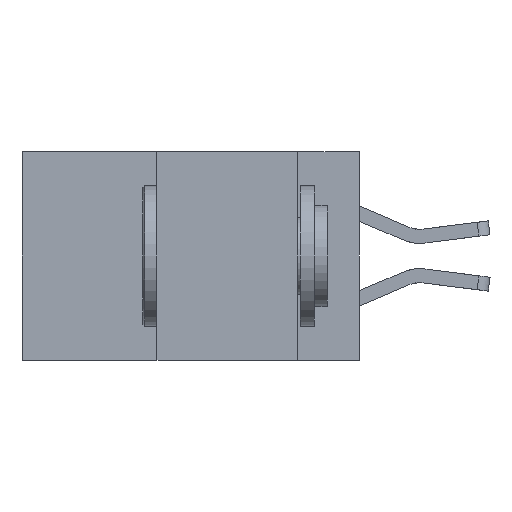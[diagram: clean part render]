
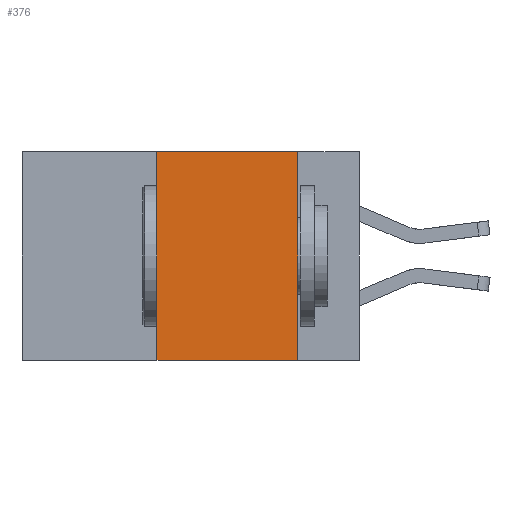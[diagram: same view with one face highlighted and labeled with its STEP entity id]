
A CAD part, left-side view. The second image highlights one B-rep face of the part: STEP entity #376.
In plain terms, the highlighted planar face has unit normal (-1, 0, 0).
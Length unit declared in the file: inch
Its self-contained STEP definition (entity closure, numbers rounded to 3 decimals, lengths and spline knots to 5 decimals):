
#100 = DIRECTION ( 'NONE',  ( 0., 0., 1. ) ) ;
#376 = ADVANCED_FACE ( 'NONE', ( #6819 ), #6948, .F. ) ;
#383 = EDGE_CURVE ( 'NONE', #6330, #11877, #11607, .T. ) ;
#511 = EDGE_CURVE ( 'NONE', #9747, #1028, #3240, .T. ) ;
#845 = CARTESIAN_POINT ( 'NONE',  ( 0., 0.6, 0. ) ) ;
#1028 = VERTEX_POINT ( 'NONE', #8176 ) ;
#1520 = ORIENTED_EDGE ( 'NONE', *, *, #383, .F. ) ;
#2229 = VECTOR ( 'NONE', #10141, 39.37008 ) ;
#2526 = EDGE_CURVE ( 'NONE', #9747, #11877, #7077, .T. ) ;
#3233 = CARTESIAN_POINT ( 'NONE',  ( 0., 0.11, 0. ) ) ;
#3240 = LINE ( 'NONE', #5552, #7846 ) ;
#4524 = CARTESIAN_POINT ( 'NONE',  ( 0., 0.11, -0.37 ) ) ;
#4642 = CARTESIAN_POINT ( 'NONE',  ( 0., 0.11, 0. ) ) ;
#5328 = ORIENTED_EDGE ( 'NONE', *, *, #2526, .T. ) ;
#5552 = CARTESIAN_POINT ( 'NONE',  ( 0., 0.36, 0. ) ) ;
#6097 = ORIENTED_EDGE ( 'NONE', *, *, #511, .F. ) ;
#6238 = ORIENTED_EDGE ( 'NONE', *, *, #7399, .F. ) ;
#6248 = LINE ( 'NONE', #845, #2229 ) ;
#6330 = VERTEX_POINT ( 'NONE', #4642 ) ;
#6661 = EDGE_LOOP ( 'NONE', ( #1520, #6238, #6097, #5328 ) ) ;
#6819 = FACE_OUTER_BOUND ( 'NONE', #6661, .T. ) ;
#6948 = PLANE ( 'NONE',  #8315 ) ;
#7077 = LINE ( 'NONE', #10009, #9820 ) ;
#7399 = EDGE_CURVE ( 'NONE', #1028, #6330, #6248, .T. ) ;
#7499 = CARTESIAN_POINT ( 'NONE',  ( 0., 0.6, 0. ) ) ;
#7846 = VECTOR ( 'NONE', #100, 39.37008 ) ;
#8176 = CARTESIAN_POINT ( 'NONE',  ( 0., 0.36, 0. ) ) ;
#8315 = AXIS2_PLACEMENT_3D ( 'NONE', #7499, #8725, #9072 ) ;
#8725 = DIRECTION ( 'NONE',  ( 1., 0., 0. ) ) ;
#9072 = DIRECTION ( 'NONE',  ( 0., 0., -1. ) ) ;
#9445 = DIRECTION ( 'NONE',  ( 0., 0., -1. ) ) ;
#9575 = VECTOR ( 'NONE', #9445, 39.37008 ) ;
#9747 = VERTEX_POINT ( 'NONE', #11478 ) ;
#9820 = VECTOR ( 'NONE', #10064, 39.37008 ) ;
#10009 = CARTESIAN_POINT ( 'NONE',  ( 0., 0.6, -0.37 ) ) ;
#10064 = DIRECTION ( 'NONE',  ( 0., -1., 0. ) ) ;
#10141 = DIRECTION ( 'NONE',  ( 0., -1., 0. ) ) ;
#11478 = CARTESIAN_POINT ( 'NONE',  ( 0., 0.36, -0.37 ) ) ;
#11607 = LINE ( 'NONE', #3233, #9575 ) ;
#11877 = VERTEX_POINT ( 'NONE', #4524 ) ;
